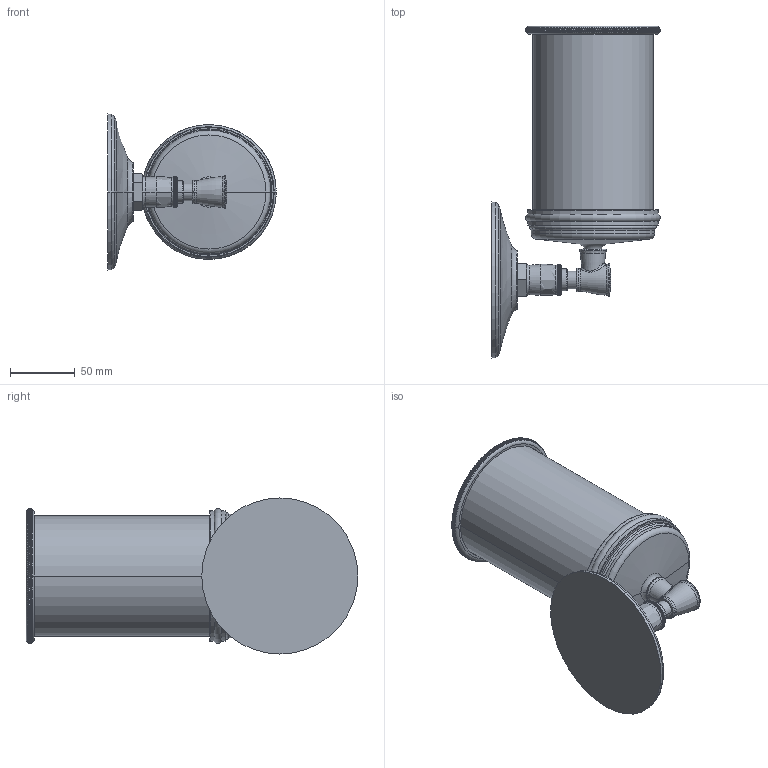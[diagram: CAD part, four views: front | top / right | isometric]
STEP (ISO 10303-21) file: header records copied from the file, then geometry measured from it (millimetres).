
FILE_DESCRIPTION((''),'2;1');
FILE_NAME('4881','2021-06-14T13:48:42',('jinson.thomas'),(''),'CREO PARAMETRIC BY PTC INC, 2018400','CREO PARAMETRIC BY PTC INC, 2018400','');
FILE_SCHEMA(('CONFIG_CONTROL_DESIGN'));
Length unit declared in the file: inch
Products named in the file (1): 4881
Bounding box: 130.09 x 256.46 x 120.65 mm (x, y, z)
Volume: 476237.3 mm3; surface area: 144715.2 mm2
Topology: 1 solids, 1 shells, 752 faces, 1215 edges, 789 vertices
Faces by surface type: plane 655, torus 38, bspline 28, cylinder 22, revolution 5, cone 4
Entity records: 26178 total; most frequent: CARTESIAN_POINT 13457, ORIENTED_EDGE 2426, DIRECTION 2138, EDGE_CURVE 1213, EDGE_LOOP 1078, AXIS2_PLACEMENT_3D 889, VERTEX_POINT 789, FACE_OUTER_BOUND 752
